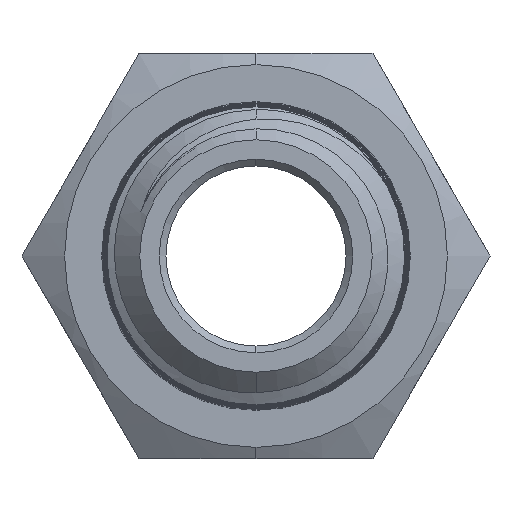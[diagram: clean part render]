
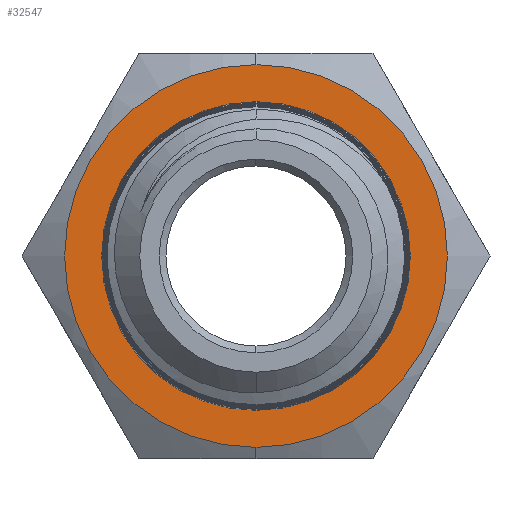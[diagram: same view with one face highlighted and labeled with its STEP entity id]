
A CAD part, front view. The second image highlights one B-rep face of the part: STEP entity #32547.
In plain terms, the highlighted planar face has unit normal (0, -1, 0).
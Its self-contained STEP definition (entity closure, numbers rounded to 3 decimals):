
#900 = CARTESIAN_POINT ( 'NONE',  ( 0., 0., 0. ) ) ;
#1004 = DIRECTION ( 'NONE',  ( 0., 0., 1. ) ) ;
#1486 = CIRCLE ( 'NONE', #36500, 6.855 ) ;
#2506 = VERTEX_POINT ( 'NONE', #45803 ) ;
#2984 = AXIS2_PLACEMENT_3D ( 'NONE', #39665, #17159, #43457 ) ;
#3250 = CARTESIAN_POINT ( 'NONE',  ( 0., 0., 0. ) ) ;
#3972 = CARTESIAN_POINT ( 'NONE',  ( 0., 0., -8.5 ) ) ;
#4702 = DIRECTION ( 'NONE',  ( 0., 0., 1. ) ) ;
#7014 = DIRECTION ( 'NONE',  ( 0., 0., 1. ) ) ;
#7204 = ORIENTED_EDGE ( 'NONE', *, *, #15315, .F. ) ;
#9825 = VERTEX_POINT ( 'NONE', #3972 ) ;
#13970 = EDGE_LOOP ( 'NONE', ( #7204, #48341 ) ) ;
#15272 = CIRCLE ( 'NONE', #2984, 6.855 ) ;
#15315 = EDGE_CURVE ( 'NONE', #2506, #9825, #18326, .T. ) ;
#17159 = DIRECTION ( 'NONE',  ( 0., -1., 0. ) ) ;
#18326 = CIRCLE ( 'NONE', #39208, 8.5 ) ;
#18927 = ORIENTED_EDGE ( 'NONE', *, *, #33919, .F. ) ;
#21099 = DIRECTION ( 'NONE',  ( 0., 1., 0. ) ) ;
#21480 = EDGE_CURVE ( 'NONE', #35876, #42393, #15272, .T. ) ;
#21813 = CIRCLE ( 'NONE', #38900, 8.5 ) ;
#23482 = DIRECTION ( 'NONE',  ( 0., 1., 0. ) ) ;
#25612 = FACE_OUTER_BOUND ( 'NONE', #13970, .T. ) ;
#27162 = DIRECTION ( 'NONE',  ( 0., 1., 0. ) ) ;
#27223 = CARTESIAN_POINT ( 'NONE',  ( 0., 0., 6.855 ) ) ;
#28998 = EDGE_LOOP ( 'NONE', ( #30109, #18927 ) ) ;
#29507 = DIRECTION ( 'NONE',  ( 0., -1., 0. ) ) ;
#30109 = ORIENTED_EDGE ( 'NONE', *, *, #21480, .F. ) ;
#30859 = AXIS2_PLACEMENT_3D ( 'NONE', #46011, #23482, #1004 ) ;
#32547 = ADVANCED_FACE ( 'NONE', ( #47951, #25612 ), #38468, .F. ) ;
#33919 = EDGE_CURVE ( 'NONE', #42393, #35876, #1486, .T. ) ;
#35876 = VERTEX_POINT ( 'NONE', #27223 ) ;
#36500 = AXIS2_PLACEMENT_3D ( 'NONE', #3250, #29507, #7014 ) ;
#38468 = PLANE ( 'NONE',  #30859 ) ;
#38900 = AXIS2_PLACEMENT_3D ( 'NONE', #900, #27162, #4702 ) ;
#39208 = AXIS2_PLACEMENT_3D ( 'NONE', #43633, #21099, #47401 ) ;
#39665 = CARTESIAN_POINT ( 'NONE',  ( 0., 0., 0. ) ) ;
#40958 = CARTESIAN_POINT ( 'NONE',  ( 0., 0., -6.855 ) ) ;
#42393 = VERTEX_POINT ( 'NONE', #40958 ) ;
#43457 = DIRECTION ( 'NONE',  ( 0., 0., 1. ) ) ;
#43633 = CARTESIAN_POINT ( 'NONE',  ( 0., 0., 0. ) ) ;
#44044 = EDGE_CURVE ( 'NONE', #9825, #2506, #21813, .T. ) ;
#45803 = CARTESIAN_POINT ( 'NONE',  ( 0., 0., 8.5 ) ) ;
#46011 = CARTESIAN_POINT ( 'NONE',  ( 0., 0., 0. ) ) ;
#47401 = DIRECTION ( 'NONE',  ( 0., 0., 1. ) ) ;
#47951 = FACE_BOUND ( 'NONE', #28998, .T. ) ;
#48341 = ORIENTED_EDGE ( 'NONE', *, *, #44044, .F. ) ;
